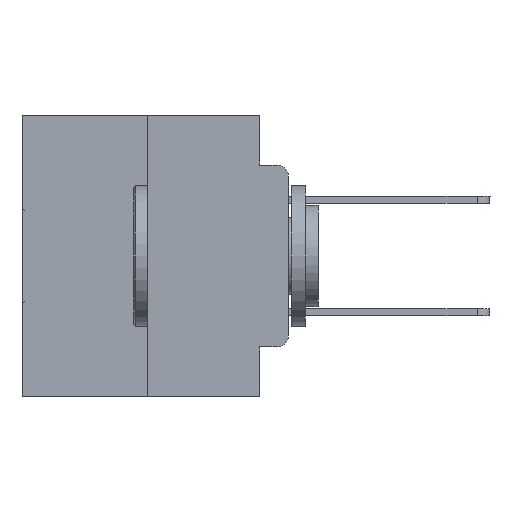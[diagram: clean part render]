
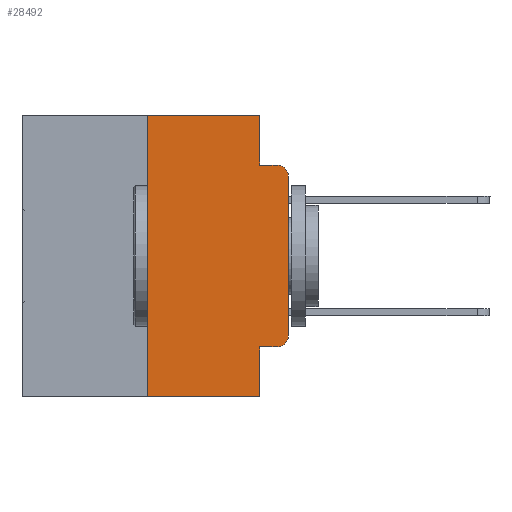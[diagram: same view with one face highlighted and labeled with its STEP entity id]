
A CAD part, left-side view. The second image highlights one B-rep face of the part: STEP entity #28492.
In plain terms, the highlighted planar face has unit normal (-1, 0, 0).
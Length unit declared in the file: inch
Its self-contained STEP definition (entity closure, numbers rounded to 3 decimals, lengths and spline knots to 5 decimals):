
#855 = AXIS2_PLACEMENT_3D ( 'NONE', #31060, #17091, #2459 ) ;
#865 = EDGE_CURVE ( 'NONE', #20456, #27241, #19891, .T. ) ;
#866 = CARTESIAN_POINT ( 'NONE',  ( 0., 0., -0.1085 ) ) ;
#1040 = VERTEX_POINT ( 'NONE', #3421 ) ;
#1104 = VERTEX_POINT ( 'NONE', #27899 ) ;
#1361 = CARTESIAN_POINT ( 'NONE',  ( 0., 0., 0. ) ) ;
#1385 = DIRECTION ( 'NONE',  ( 0., -1., 0. ) ) ;
#2459 = DIRECTION ( 'NONE',  ( 0., 0., -1. ) ) ;
#3385 = EDGE_CURVE ( 'NONE', #27781, #9455, #27421, .T. ) ;
#3421 = CARTESIAN_POINT ( 'NONE',  ( 0., 0., -0.3915 ) ) ;
#3680 = EDGE_LOOP ( 'NONE', ( #26692, #21980, #22688, #17250, #11740, #24149, #13935, #28541, #16870, #4679 ) ) ;
#3991 = DIRECTION ( 'NONE',  ( 0., -1., 0. ) ) ;
#4679 = ORIENTED_EDGE ( 'NONE', *, *, #13534, .T. ) ;
#4918 = CIRCLE ( 'NONE', #11840, 0.02 ) ;
#5798 = LINE ( 'NONE', #16191, #30327 ) ;
#6322 = CARTESIAN_POINT ( 'NONE',  ( 0., 0.051, -0.0885 ) ) ;
#6834 = CARTESIAN_POINT ( 'NONE',  ( 0., 0.051, -0.4115 ) ) ;
#9455 = VERTEX_POINT ( 'NONE', #28505 ) ;
#10578 = DIRECTION ( 'NONE',  ( -1., 0., 0. ) ) ;
#10836 = LINE ( 'NONE', #15909, #16397 ) ;
#11262 = DIRECTION ( 'NONE',  ( 0., 0., -1. ) ) ;
#11378 = CARTESIAN_POINT ( 'NONE',  ( 0., 0.051, -0.0885 ) ) ;
#11469 = VERTEX_POINT ( 'NONE', #11378 ) ;
#11740 = ORIENTED_EDGE ( 'NONE', *, *, #865, .F. ) ;
#11840 = AXIS2_PLACEMENT_3D ( 'NONE', #24614, #10578, #26968 ) ;
#12316 = DIRECTION ( 'NONE',  ( 1., 0., 0. ) ) ;
#12400 = CARTESIAN_POINT ( 'NONE',  ( 0., 0.051, 0. ) ) ;
#13216 = CARTESIAN_POINT ( 'NONE',  ( 0., 0.02, -0.4115 ) ) ;
#13534 = EDGE_CURVE ( 'NONE', #13594, #1040, #4918, .T. ) ;
#13594 = VERTEX_POINT ( 'NONE', #13216 ) ;
#13657 = VECTOR ( 'NONE', #14984, 39.37008 ) ;
#13711 = CARTESIAN_POINT ( 'NONE',  ( 0., 0.25, 0. ) ) ;
#13935 = ORIENTED_EDGE ( 'NONE', *, *, #3385, .T. ) ;
#14795 = DIRECTION ( 'NONE',  ( 0., 0., 1. ) ) ;
#14984 = DIRECTION ( 'NONE',  ( 0., -1., 0. ) ) ;
#15033 = VECTOR ( 'NONE', #28217, 39.37008 ) ;
#15046 = CARTESIAN_POINT ( 'NONE',  ( 0., 0.473, 0. ) ) ;
#15540 = VECTOR ( 'NONE', #23104, 39.37008 ) ;
#15909 = CARTESIAN_POINT ( 'NONE',  ( 0., 0.051, 0. ) ) ;
#16191 = CARTESIAN_POINT ( 'NONE',  ( 0., 0.051, -0.4115 ) ) ;
#16397 = VECTOR ( 'NONE', #11262, 39.37008 ) ;
#16435 = VECTOR ( 'NONE', #28722, 39.37008 ) ;
#16691 = VECTOR ( 'NONE', #1385, 39.37008 ) ;
#16870 = ORIENTED_EDGE ( 'NONE', *, *, #18254, .T. ) ;
#17091 = DIRECTION ( 'NONE',  ( -1., 0., 0. ) ) ;
#17153 = CARTESIAN_POINT ( 'NONE',  ( 0., 0.25, 0. ) ) ;
#17250 = ORIENTED_EDGE ( 'NONE', *, *, #26027, .F. ) ;
#17409 = LINE ( 'NONE', #17153, #18877 ) ;
#17806 = CIRCLE ( 'NONE', #855, 0.02 ) ;
#18254 = EDGE_CURVE ( 'NONE', #20596, #13594, #5798, .T. ) ;
#18877 = VECTOR ( 'NONE', #14795, 39.37008 ) ;
#19290 = PLANE ( 'NONE',  #29553 ) ;
#19815 = EDGE_CURVE ( 'NONE', #20596, #9455, #10836, .T. ) ;
#19891 = LINE ( 'NONE', #15046, #13657 ) ;
#20456 = VERTEX_POINT ( 'NONE', #13711 ) ;
#20596 = VERTEX_POINT ( 'NONE', #6834 ) ;
#21372 = EDGE_CURVE ( 'NONE', #27781, #20456, #17409, .T. ) ;
#21408 = CARTESIAN_POINT ( 'NONE',  ( 0., 0.25, -0.5 ) ) ;
#21980 = ORIENTED_EDGE ( 'NONE', *, *, #29168, .T. ) ;
#22624 = LINE ( 'NONE', #12400, #16435 ) ;
#22688 = ORIENTED_EDGE ( 'NONE', *, *, #27595, .F. ) ;
#22833 = CARTESIAN_POINT ( 'NONE',  ( 0., 0.473, -0.5 ) ) ;
#22888 = LINE ( 'NONE', #6322, #16691 ) ;
#23104 = DIRECTION ( 'NONE',  ( 0., 0., 1. ) ) ;
#24149 = ORIENTED_EDGE ( 'NONE', *, *, #21372, .F. ) ;
#24614 = CARTESIAN_POINT ( 'NONE',  ( 0., 0.02, -0.3915 ) ) ;
#24991 = VERTEX_POINT ( 'NONE', #866 ) ;
#26027 = EDGE_CURVE ( 'NONE', #27241, #11469, #22624, .T. ) ;
#26278 = CARTESIAN_POINT ( 'NONE',  ( 0., 0.473, 0. ) ) ;
#26497 = CARTESIAN_POINT ( 'NONE',  ( 0., 0.051, 0. ) ) ;
#26692 = ORIENTED_EDGE ( 'NONE', *, *, #30742, .T. ) ;
#26968 = DIRECTION ( 'NONE',  ( 0., 0., -1. ) ) ;
#27241 = VERTEX_POINT ( 'NONE', #26497 ) ;
#27421 = LINE ( 'NONE', #22833, #15033 ) ;
#27595 = EDGE_CURVE ( 'NONE', #11469, #1104, #22888, .T. ) ;
#27781 = VERTEX_POINT ( 'NONE', #21408 ) ;
#27899 = CARTESIAN_POINT ( 'NONE',  ( 0., 0.02, -0.0885 ) ) ;
#28217 = DIRECTION ( 'NONE',  ( 0., -1., 0. ) ) ;
#28291 = FACE_OUTER_BOUND ( 'NONE', #3680, .T. ) ;
#28492 = ADVANCED_FACE ( 'NONE', ( #28291 ), #19290, .F. ) ;
#28505 = CARTESIAN_POINT ( 'NONE',  ( 0., 0.051, -0.5 ) ) ;
#28541 = ORIENTED_EDGE ( 'NONE', *, *, #19815, .F. ) ;
#28632 = DIRECTION ( 'NONE',  ( 0., 0., -1. ) ) ;
#28660 = LINE ( 'NONE', #1361, #15540 ) ;
#28722 = DIRECTION ( 'NONE',  ( 0., 0., -1. ) ) ;
#29168 = EDGE_CURVE ( 'NONE', #24991, #1104, #17806, .T. ) ;
#29553 = AXIS2_PLACEMENT_3D ( 'NONE', #26278, #12316, #28632 ) ;
#30327 = VECTOR ( 'NONE', #3991, 39.37008 ) ;
#30742 = EDGE_CURVE ( 'NONE', #1040, #24991, #28660, .T. ) ;
#31060 = CARTESIAN_POINT ( 'NONE',  ( 0., 0.02, -0.1085 ) ) ;
